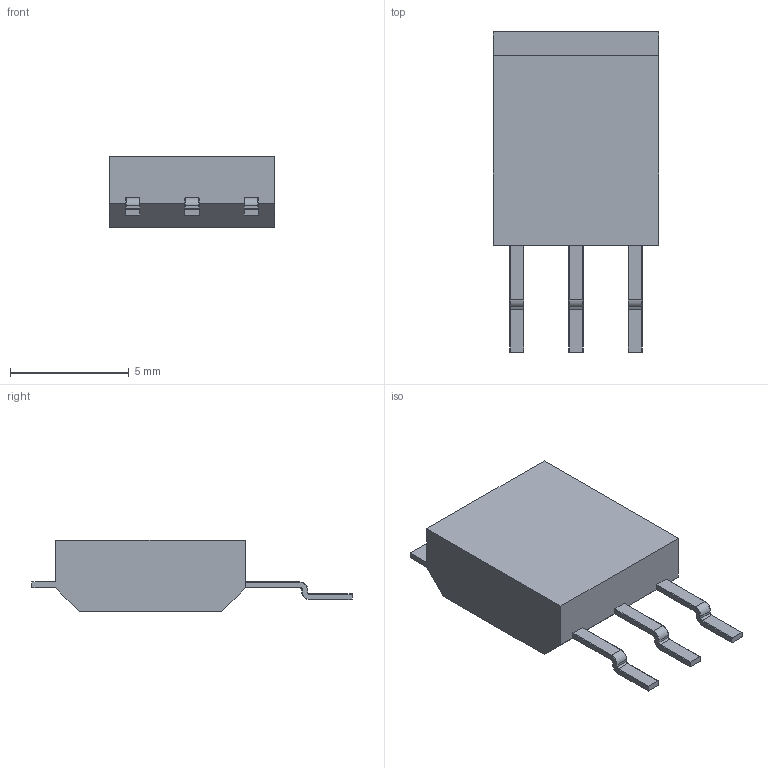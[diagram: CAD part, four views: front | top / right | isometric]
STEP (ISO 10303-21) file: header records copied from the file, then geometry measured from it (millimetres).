
FILE_DESCRIPTION(/* description */ (''),/* implementation_level */ '2;1');
FILE_NAME(/* name */ 'LM7805.stp',/* time_stamp */ '2023-12-15T10:52:38+02:00',/* author */ ('user'),/* organization */ (''),/* preprocessor_version */ 'ST-DEVELOPER v19.2',/* originating_system */ 'Autodesk Inventor 2024',/* authorisation */ '');
FILE_SCHEMA (('AUTOMOTIVE_DESIGN { 1 0 10303 214 3 1 1 }'));
Length unit declared in the file: millimetre
Products named in the file (1): LM7805
Bounding box: 7 x 13.5 x 3 mm (x, y, z)
Volume: 164.9 mm3; surface area: 230.4 mm2
Topology: 1 solids, 1 shells, 110 faces, 270 edges, 163 vertices
Faces by surface type: cylinder 48, plane 38, torus 24
Entity records: 3276 total; most frequent: DIRECTION 612, CARTESIAN_POINT 544, ORIENTED_EDGE 540, EDGE_CURVE 270, AXIS2_PLACEMENT_3D 231, VERTEX_POINT 162, LINE 150, VECTOR 150
